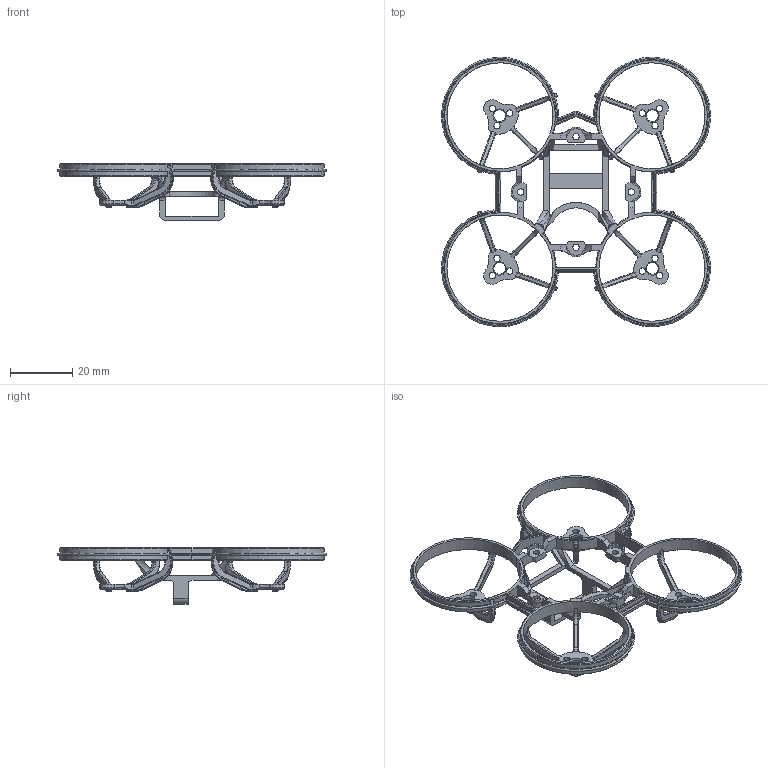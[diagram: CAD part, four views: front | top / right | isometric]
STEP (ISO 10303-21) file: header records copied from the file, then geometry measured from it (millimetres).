
FILE_DESCRIPTION(/* description */ ('','CAx-IF Rec.Pracs.---Representation and Presentation of Product Manufacturing Information (PMI)---4.0---2014-10-13'),/* implementation_level */ '2;1');
FILE_NAME(/* name */ 'Component - Body.step',/* time_stamp */ '2024-12-16T10:57:24-05:00',/* author */ (''),/* organization */ (''),/* preprocessor_version */ 'ST-DEVELOPER v20',/* originating_system */ 'Autodesk Translation Framework v13.20.0.188',/* authorisation */ '');
FILE_SCHEMA (('AP242_MANAGED_MODEL_BASED_3D_ENGINEERING_MIM_LF { 1 0 10303 442 1 1 4 }'));
Products named in the file (1): Component - Body
Bounding box: 86.38 x 86.5 x 18.03 mm (x, y, z)
Volume: 4423.2 mm3; surface area: 9705.4 mm2
Topology: 1 solids, 1 shells, 1184 faces, 3246 edges, 2006 vertices
Faces by surface type: cylinder 455, plane 381, bspline 142, torus 136, cone 70
Full cylindrical faces by diameter (mm): 2.032 x16, 3.81 x4, 34.036 x2
Entity records: 47022 total; most frequent: CARTESIAN_POINT 17660, ORIENTED_EDGE 6492, DIRECTION 5920, EDGE_CURVE 3246, AXIS2_PLACEMENT_3D 2287, VERTEX_POINT 2006, LINE 1346, VECTOR 1346
